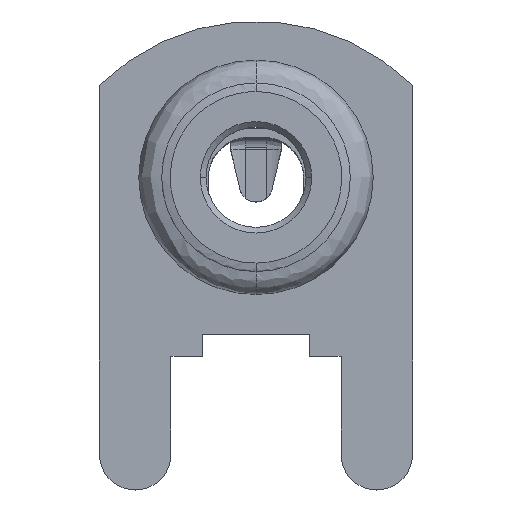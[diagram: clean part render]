
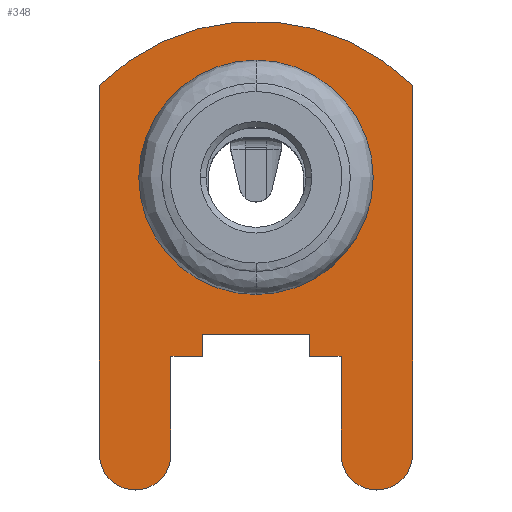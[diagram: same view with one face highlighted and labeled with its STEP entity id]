
A CAD part, top view. The second image highlights one B-rep face of the part: STEP entity #348.
In plain terms, the highlighted planar face has unit normal (0, 0, 1).
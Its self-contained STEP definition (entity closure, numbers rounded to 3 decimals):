
#25 = DIRECTION ( 'NONE',  ( 0., -1., 0. ) ) ;
#45 = AXIS2_PLACEMENT_3D ( 'NONE', #2645, #4063, #2313 ) ;
#47 = EDGE_LOOP ( 'NONE', ( #1440, #2817, #1085, #1009, #4231, #3039, #4417, #4218, #3567, #1786, #686, #3705 ) ) ;
#149 = CARTESIAN_POINT ( 'NONE',  ( -2.134, -6.938, -0.146 ) ) ;
#159 = VERTEX_POINT ( 'NONE', #1983 ) ;
#172 = CARTESIAN_POINT ( 'NONE',  ( 2.794, -3.458, -0.146 ) ) ;
#240 = CARTESIAN_POINT ( 'NONE',  ( -4.674, -6.938, -0.146 ) ) ;
#252 = LINE ( 'NONE', #3378, #3031 ) ;
#265 = EDGE_LOOP ( 'NONE', ( #2710, #4453 ) ) ;
#276 = DIRECTION ( 'NONE',  ( 0., -1., 0. ) ) ;
#314 = CARTESIAN_POINT ( 'NONE',  ( -3.404, -6.938, -0.146 ) ) ;
#348 = ADVANCED_FACE ( 'NONE', ( #1963, #535 ), #2967, .F. ) ;
#360 = CARTESIAN_POINT ( 'NONE',  ( -3.404, -2.671, -0.146 ) ) ;
#371 = VECTOR ( 'NONE', #878, 1000. ) ;
#383 = DIRECTION ( 'NONE',  ( -1., 0., 0. ) ) ;
#478 = CIRCLE ( 'NONE', #2875, 7.925 ) ;
#535 = FACE_OUTER_BOUND ( 'NONE', #47, .T. ) ;
#540 = LINE ( 'NONE', #4089, #3727 ) ;
#542 = VECTOR ( 'NONE', #383, 1000. ) ;
#545 = EDGE_CURVE ( 'NONE', #1363, #4422, #3303, .T. ) ;
#589 = DIRECTION ( 'NONE',  ( -1., 0., 0. ) ) ;
#667 = CIRCLE ( 'NONE', #3799, 1.27 ) ;
#686 = ORIENTED_EDGE ( 'NONE', *, *, #545, .F. ) ;
#706 = DIRECTION ( 'NONE',  ( 0., 0., -1. ) ) ;
#725 = LINE ( 'NONE', #3876, #4024 ) ;
#730 = CIRCLE ( 'NONE', #4471, 1.27 ) ;
#772 = EDGE_CURVE ( 'NONE', #4422, #2155, #478, .T. ) ;
#833 = CARTESIAN_POINT ( 'NONE',  ( -4.674, -6.938, -0.146 ) ) ;
#878 = DIRECTION ( 'NONE',  ( 0., 1., 0. ) ) ;
#885 = CARTESIAN_POINT ( 'NONE',  ( -4.674, 6.174, -0.146 ) ) ;
#1009 = ORIENTED_EDGE ( 'NONE', *, *, #2960, .F. ) ;
#1085 = ORIENTED_EDGE ( 'NONE', *, *, #4118, .F. ) ;
#1124 = DIRECTION ( 'NONE',  ( -1., 0., 0. ) ) ;
#1148 = CARTESIAN_POINT ( 'NONE',  ( -1.016, -2.671, -0.146 ) ) ;
#1294 = DIRECTION ( 'NONE',  ( 0., 0., 1. ) ) ;
#1308 = EDGE_CURVE ( 'NONE', #2155, #159, #252, .T. ) ;
#1363 = VERTEX_POINT ( 'NONE', #833 ) ;
#1440 = ORIENTED_EDGE ( 'NONE', *, *, #4224, .F. ) ;
#1495 = CARTESIAN_POINT ( 'NONE',  ( 5.016, 2.892, -0.146 ) ) ;
#1609 = VECTOR ( 'NONE', #1728, 1000. ) ;
#1692 = DIRECTION ( 'NONE',  ( -1., 0., 0. ) ) ;
#1707 = DIRECTION ( 'NONE',  ( -1., 0., 0. ) ) ;
#1728 = DIRECTION ( 'NONE',  ( 0., -1., 0. ) ) ;
#1786 = ORIENTED_EDGE ( 'NONE', *, *, #772, .F. ) ;
#1844 = VERTEX_POINT ( 'NONE', #1148 ) ;
#1899 = VERTEX_POINT ( 'NONE', #1941 ) ;
#1911 = DIRECTION ( 'NONE',  ( 0., 0., -1. ) ) ;
#1941 = CARTESIAN_POINT ( 'NONE',  ( 3.911, -3.458, -0.146 ) ) ;
#1954 = CARTESIAN_POINT ( 'NONE',  ( -3.404, -3.458, -0.146 ) ) ;
#1963 = FACE_BOUND ( 'NONE', #265, .T. ) ;
#1983 = CARTESIAN_POINT ( 'NONE',  ( 6.451, -6.938, -0.146 ) ) ;
#2051 = CARTESIAN_POINT ( 'NONE',  ( 5.181, -6.938, -0.146 ) ) ;
#2129 = CARTESIAN_POINT ( 'NONE',  ( -2.134, -6.938, -0.146 ) ) ;
#2155 = VERTEX_POINT ( 'NONE', #3977 ) ;
#2184 = VERTEX_POINT ( 'NONE', #4003 ) ;
#2313 = DIRECTION ( 'NONE',  ( -1., 0., 0. ) ) ;
#2350 = DIRECTION ( 'NONE',  ( 0., 0., -1. ) ) ;
#2394 = LINE ( 'NONE', #1954, #3659 ) ;
#2430 = VERTEX_POINT ( 'NONE', #3665 ) ;
#2454 = LINE ( 'NONE', #360, #542 ) ;
#2500 = VECTOR ( 'NONE', #4409, 1000. ) ;
#2516 = VERTEX_POINT ( 'NONE', #1495 ) ;
#2524 = VERTEX_POINT ( 'NONE', #172 ) ;
#2640 = DIRECTION ( 'NONE',  ( -1., 0., 0. ) ) ;
#2645 = CARTESIAN_POINT ( 'NONE',  ( -3.404, -6.938, -0.146 ) ) ;
#2710 = ORIENTED_EDGE ( 'NONE', *, *, #3211, .F. ) ;
#2729 = CARTESIAN_POINT ( 'NONE',  ( 3.911, -6.938, -0.146 ) ) ;
#2817 = ORIENTED_EDGE ( 'NONE', *, *, #4425, .F. ) ;
#2840 = VECTOR ( 'NONE', #4144, 1000. ) ;
#2855 = CARTESIAN_POINT ( 'NONE',  ( 0.889, 2.892, -0.146 ) ) ;
#2875 = AXIS2_PLACEMENT_3D ( 'NONE', #4428, #1911, #2640 ) ;
#2941 = CARTESIAN_POINT ( 'NONE',  ( 2.794, -6.938, -0.146 ) ) ;
#2945 = VERTEX_POINT ( 'NONE', #4250 ) ;
#2960 = EDGE_CURVE ( 'NONE', #2184, #1844, #2454, .T. ) ;
#2967 = PLANE ( 'NONE',  #45 ) ;
#3004 = EDGE_CURVE ( 'NONE', #2516, #3068, #3014, .T. ) ;
#3006 = CARTESIAN_POINT ( 'NONE',  ( -2.134, -3.458, -0.146 ) ) ;
#3014 = CIRCLE ( 'NONE', #3512, 4.128 ) ;
#3031 = VECTOR ( 'NONE', #276, 1000. ) ;
#3039 = ORIENTED_EDGE ( 'NONE', *, *, #3559, .F. ) ;
#3068 = VERTEX_POINT ( 'NONE', #3099 ) ;
#3081 = LINE ( 'NONE', #2729, #2840 ) ;
#3099 = CARTESIAN_POINT ( 'NONE',  ( -3.239, 2.892, -0.146 ) ) ;
#3211 = EDGE_CURVE ( 'NONE', #3068, #2516, #4319, .T. ) ;
#3237 = VERTEX_POINT ( 'NONE', #149 ) ;
#3303 = LINE ( 'NONE', #240, #2500 ) ;
#3378 = CARTESIAN_POINT ( 'NONE',  ( 6.451, -6.938, -0.146 ) ) ;
#3465 = DIRECTION ( 'NONE',  ( -1., 0., 0. ) ) ;
#3512 = AXIS2_PLACEMENT_3D ( 'NONE', #3716, #1294, #3761 ) ;
#3531 = VERTEX_POINT ( 'NONE', #3006 ) ;
#3559 = EDGE_CURVE ( 'NONE', #1899, #2524, #2394, .T. ) ;
#3567 = ORIENTED_EDGE ( 'NONE', *, *, #1308, .F. ) ;
#3659 = VECTOR ( 'NONE', #1707, 1000. ) ;
#3665 = CARTESIAN_POINT ( 'NONE',  ( -1.016, -3.458, -0.146 ) ) ;
#3705 = ORIENTED_EDGE ( 'NONE', *, *, #4178, .F. ) ;
#3716 = CARTESIAN_POINT ( 'NONE',  ( 0.889, 2.892, -0.146 ) ) ;
#3727 = VECTOR ( 'NONE', #589, 1000. ) ;
#3761 = DIRECTION ( 'NONE',  ( -1., 0., 0. ) ) ;
#3776 = EDGE_CURVE ( 'NONE', #159, #2945, #730, .T. ) ;
#3799 = AXIS2_PLACEMENT_3D ( 'NONE', #314, #706, #3465 ) ;
#3876 = CARTESIAN_POINT ( 'NONE',  ( -1.016, -6.938, -0.146 ) ) ;
#3977 = CARTESIAN_POINT ( 'NONE',  ( 6.451, 6.174, -0.146 ) ) ;
#4003 = CARTESIAN_POINT ( 'NONE',  ( 2.794, -2.671, -0.146 ) ) ;
#4024 = VECTOR ( 'NONE', #25, 1000. ) ;
#4037 = EDGE_CURVE ( 'NONE', #2945, #1899, #3081, .T. ) ;
#4063 = DIRECTION ( 'NONE',  ( 0., 0., -1. ) ) ;
#4089 = CARTESIAN_POINT ( 'NONE',  ( -3.404, -3.458, -0.146 ) ) ;
#4118 = EDGE_CURVE ( 'NONE', #1844, #2430, #725, .T. ) ;
#4144 = DIRECTION ( 'NONE',  ( 0., 1., 0. ) ) ;
#4178 = EDGE_CURVE ( 'NONE', #3237, #1363, #667, .T. ) ;
#4180 = AXIS2_PLACEMENT_3D ( 'NONE', #2855, #4263, #1124 ) ;
#4218 = ORIENTED_EDGE ( 'NONE', *, *, #3776, .F. ) ;
#4224 = EDGE_CURVE ( 'NONE', #3531, #3237, #4225, .T. ) ;
#4225 = LINE ( 'NONE', #2129, #1609 ) ;
#4231 = ORIENTED_EDGE ( 'NONE', *, *, #4520, .F. ) ;
#4250 = CARTESIAN_POINT ( 'NONE',  ( 3.911, -6.938, -0.146 ) ) ;
#4263 = DIRECTION ( 'NONE',  ( 0., 0., 1. ) ) ;
#4319 = CIRCLE ( 'NONE', #4180, 4.128 ) ;
#4403 = LINE ( 'NONE', #2941, #371 ) ;
#4409 = DIRECTION ( 'NONE',  ( 0., 1., 0. ) ) ;
#4417 = ORIENTED_EDGE ( 'NONE', *, *, #4037, .F. ) ;
#4422 = VERTEX_POINT ( 'NONE', #885 ) ;
#4425 = EDGE_CURVE ( 'NONE', #2430, #3531, #540, .T. ) ;
#4428 = CARTESIAN_POINT ( 'NONE',  ( 0.889, 0.53, -0.146 ) ) ;
#4453 = ORIENTED_EDGE ( 'NONE', *, *, #3004, .F. ) ;
#4471 = AXIS2_PLACEMENT_3D ( 'NONE', #2051, #2350, #1692 ) ;
#4520 = EDGE_CURVE ( 'NONE', #2524, #2184, #4403, .T. ) ;
